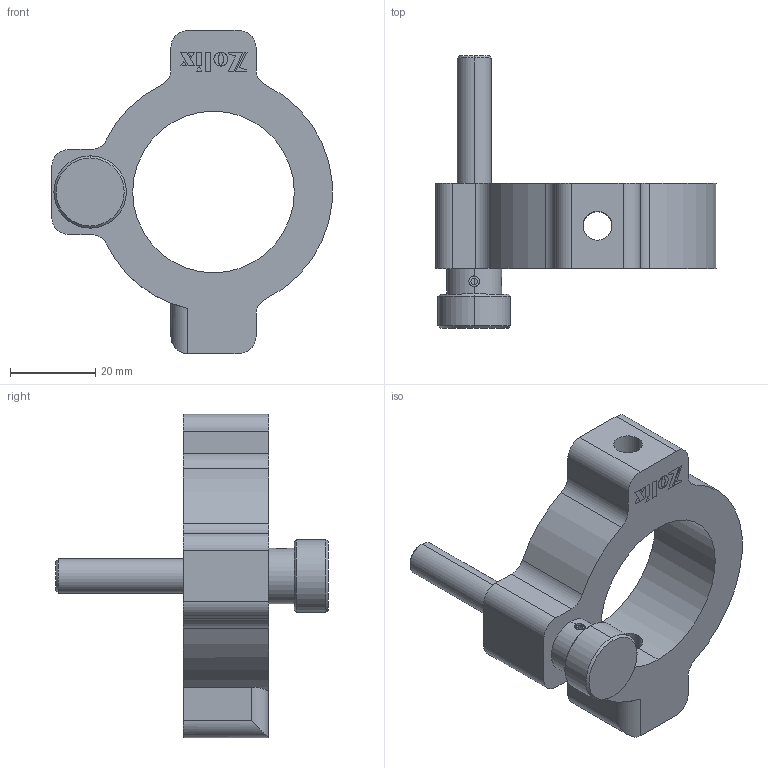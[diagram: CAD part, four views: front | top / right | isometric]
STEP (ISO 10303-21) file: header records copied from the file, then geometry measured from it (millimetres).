
FILE_DESCRIPTION (( 'STEP AP203' ), '1' );
FILE_NAME ('PHCRT-1.step', '2019-05-09T09:06:16', ( '' ), ( '' ), 'SwSTEP 2.0', 'SolidWorks 2016', '' );
FILE_SCHEMA (( 'CONFIG_CONTROL_DESIGN' ));
Length unit declared in the file: millimetre
Products named in the file (1): PHCRT-1
Bounding box: 65.9 x 64 x 76 mm (x, y, z)
Surface area: 13587 mm2 (no closed solid volume)
Topology: 0 solids, 9 shells, 83 faces, 478 edges, 402 vertices
Faces by surface type: plane 44, cylinder 33, cone 6
Entity records: 4977 total; most frequent: CARTESIAN_POINT 1276, DIRECTION 691, ORIENTED_EDGE 648, EDGE_CURVE 478, VERTEX_POINT 402, LINE 397, VECTOR 397, AXIS2_PLACEMENT_3D 147
